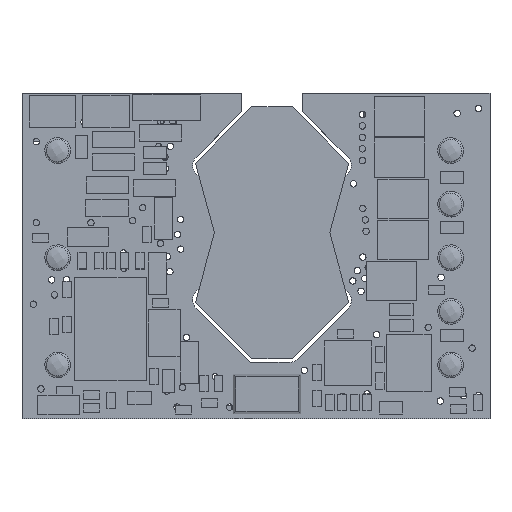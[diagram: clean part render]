
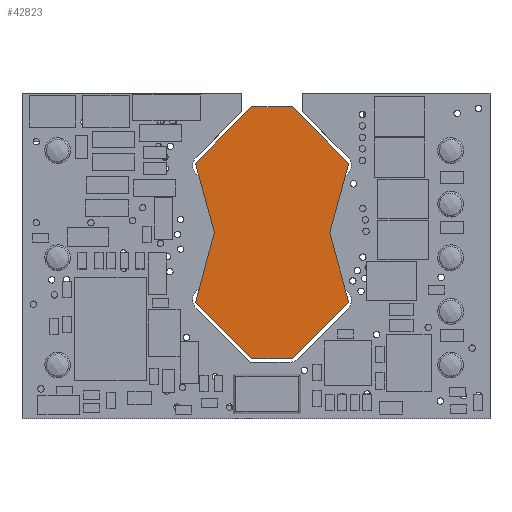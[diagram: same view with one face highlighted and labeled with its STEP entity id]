
A CAD part, top view. The second image highlights one B-rep face of the part: STEP entity #42823.
In plain terms, the highlighted planar face has unit normal (0, 0, 1).
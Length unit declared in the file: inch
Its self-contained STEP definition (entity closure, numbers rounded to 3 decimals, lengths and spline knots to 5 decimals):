
#8745 = FACE_OUTER_BOUND ( 'NONE', #21654, .T. ) ;
#8746 = PLANE ( 'NONE',  #16317 ) ;
#8758 = CARTESIAN_POINT ( 'NONE',  ( 0.44269, 0.16764, 0.19671 ) ) ;
#8759 = DIRECTION ( 'NONE',  ( 0., 0., -1. ) ) ;
#8760 = DIRECTION ( 'NONE',  ( 0., 1., 0. ) ) ;
#14631 = VERTEX_POINT ( 'NONE', #21716 ) ;
#14638 = VERTEX_POINT ( 'NONE', #21720 ) ;
#14639 = VERTEX_POINT ( 'NONE', #21721 ) ;
#16317 = AXIS2_PLACEMENT_3D ( 'NONE', #8758, #8759, #8760 ) ;
#16983 = CARTESIAN_POINT ( 'NONE',  ( 0.91446, 0.32523, 0.19671 ) ) ;
#16984 = LINE ( 'NONE', #16983, #41181 ) ;
#16993 = LINE ( 'NONE', #17003, #41183 ) ;
#16994 = LINE ( 'NONE', #17000, #41175 ) ;
#16998 = LINE ( 'NONE', #17006, #41186 ) ;
#16999 = DIRECTION ( 'NONE',  ( -0.707, -0.707, 0. ) ) ;
#17000 = CARTESIAN_POINT ( 'NONE',  ( 0.86142, 0.52, 0.19671 ) ) ;
#17001 = LINE ( 'NONE', #17009, #41188 ) ;
#17002 = DIRECTION ( 'NONE',  ( 0.263, -0.965, 0. ) ) ;
#17003 = CARTESIAN_POINT ( 'NONE',  ( 0.91446, 0.71477, 0.19671 ) ) ;
#17004 = LINE ( 'NONE', #17012, #41190 ) ;
#17005 = DIRECTION ( 'NONE',  ( -0.263, -0.965, 0. ) ) ;
#17006 = CARTESIAN_POINT ( 'NONE',  ( 0.75687, 0.87236, 0.19671 ) ) ;
#17007 = LINE ( 'NONE', #17015, #41192 ) ;
#17008 = DIRECTION ( 'NONE',  ( 0.707, -0.707, 0. ) ) ;
#17009 = CARTESIAN_POINT ( 'NONE',  ( 0.44269, 0.87236, 0.19671 ) ) ;
#17010 = LINE ( 'NONE', #17018, #41193 ) ;
#17011 = DIRECTION ( 'NONE',  ( 1., 0., 0. ) ) ;
#17012 = CARTESIAN_POINT ( 'NONE',  ( 0.48557, 0.7148, 0.19671 ) ) ;
#17013 = LINE ( 'NONE', #17021, #41195 ) ;
#17014 = DIRECTION ( 'NONE',  ( 0.707, 0.707, 0. ) ) ;
#17015 = CARTESIAN_POINT ( 'NONE',  ( 0.53858, 0.52, 0.19671 ) ) ;
#17016 = LINE ( 'NONE', #17023, #41198 ) ;
#17017 = DIRECTION ( 'NONE',  ( -0.263, 0.965, 0. ) ) ;
#17018 = CARTESIAN_POINT ( 'NONE',  ( 0.48557, 0.3252, 0.19671 ) ) ;
#17020 = DIRECTION ( 'NONE',  ( 0.263, 0.965, 0. ) ) ;
#17021 = CARTESIAN_POINT ( 'NONE',  ( 0.64313, 0.16764, 0.19671 ) ) ;
#17022 = DIRECTION ( 'NONE',  ( -0.707, 0.707, 0. ) ) ;
#17023 = CARTESIAN_POINT ( 'NONE',  ( 0.44269, 0.16764, 0.19671 ) ) ;
#17025 = DIRECTION ( 'NONE',  ( -1., 0., 0. ) ) ;
#21654 = EDGE_LOOP ( 'NONE', ( #37414, #37402, #37406, #37369, #37654, #37470, #37495, #37446, #37445, #37383 ) ) ;
#21716 = CARTESIAN_POINT ( 'NONE',  ( 0.75687, 0.16764, 0.19671 ) ) ;
#21720 = CARTESIAN_POINT ( 'NONE',  ( 0.91446, 0.71477, 0.19671 ) ) ;
#21721 = CARTESIAN_POINT ( 'NONE',  ( 0.86142, 0.52, 0.19671 ) ) ;
#30783 = CARTESIAN_POINT ( 'NONE',  ( 0.64313, 0.16764, 0.19671 ) ) ;
#30838 = CARTESIAN_POINT ( 'NONE',  ( 0.75687, 0.87236, 0.19671 ) ) ;
#30913 = CARTESIAN_POINT ( 'NONE',  ( 0.91446, 0.32523, 0.19671 ) ) ;
#30951 = CARTESIAN_POINT ( 'NONE',  ( 0.48557, 0.3252, 0.19671 ) ) ;
#31013 = CARTESIAN_POINT ( 'NONE',  ( 0.53858, 0.52, 0.19671 ) ) ;
#31049 = CARTESIAN_POINT ( 'NONE',  ( 0.48557, 0.7148, 0.19671 ) ) ;
#31060 = CARTESIAN_POINT ( 'NONE',  ( 0.64313, 0.87236, 0.19671 ) ) ;
#35239 = VERTEX_POINT ( 'NONE', #30783 ) ;
#35276 = VERTEX_POINT ( 'NONE', #30838 ) ;
#35322 = VERTEX_POINT ( 'NONE', #30913 ) ;
#35345 = VERTEX_POINT ( 'NONE', #30951 ) ;
#35386 = VERTEX_POINT ( 'NONE', #31013 ) ;
#35408 = VERTEX_POINT ( 'NONE', #31049 ) ;
#35417 = VERTEX_POINT ( 'NONE', #31060 ) ;
#37369 = ORIENTED_EDGE ( 'NONE', *, *, #42433, .F. ) ;
#37383 = ORIENTED_EDGE ( 'NONE', *, *, #42439, .F. ) ;
#37402 = ORIENTED_EDGE ( 'NONE', *, *, #42431, .F. ) ;
#37406 = ORIENTED_EDGE ( 'NONE', *, *, #42432, .F. ) ;
#37414 = ORIENTED_EDGE ( 'NONE', *, *, #42430, .F. ) ;
#37445 = ORIENTED_EDGE ( 'NONE', *, *, #42438, .F. ) ;
#37446 = ORIENTED_EDGE ( 'NONE', *, *, #42437, .F. ) ;
#37470 = ORIENTED_EDGE ( 'NONE', *, *, #42435, .F. ) ;
#37495 = ORIENTED_EDGE ( 'NONE', *, *, #42436, .F. ) ;
#37654 = ORIENTED_EDGE ( 'NONE', *, *, #42434, .F. ) ;
#41175 = VECTOR ( 'NONE', #17002, 39.37008 ) ;
#41181 = VECTOR ( 'NONE', #16999, 39.37008 ) ;
#41183 = VECTOR ( 'NONE', #17005, 39.37008 ) ;
#41186 = VECTOR ( 'NONE', #17008, 39.37008 ) ;
#41188 = VECTOR ( 'NONE', #17011, 39.37008 ) ;
#41190 = VECTOR ( 'NONE', #17014, 39.37008 ) ;
#41192 = VECTOR ( 'NONE', #17017, 39.37008 ) ;
#41193 = VECTOR ( 'NONE', #17020, 39.37008 ) ;
#41195 = VECTOR ( 'NONE', #17022, 39.37008 ) ;
#41198 = VECTOR ( 'NONE', #17025, 39.37008 ) ;
#42430 = EDGE_CURVE ( 'NONE', #35322, #14631, #16984, .T. ) ;
#42431 = EDGE_CURVE ( 'NONE', #14639, #35322, #16994, .T. ) ;
#42432 = EDGE_CURVE ( 'NONE', #14638, #14639, #16993, .T. ) ;
#42433 = EDGE_CURVE ( 'NONE', #35276, #14638, #16998, .T. ) ;
#42434 = EDGE_CURVE ( 'NONE', #35417, #35276, #17001, .T. ) ;
#42435 = EDGE_CURVE ( 'NONE', #35408, #35417, #17004, .T. ) ;
#42436 = EDGE_CURVE ( 'NONE', #35386, #35408, #17007, .T. ) ;
#42437 = EDGE_CURVE ( 'NONE', #35345, #35386, #17010, .T. ) ;
#42438 = EDGE_CURVE ( 'NONE', #35239, #35345, #17013, .T. ) ;
#42439 = EDGE_CURVE ( 'NONE', #14631, #35239, #17016, .T. ) ;
#42823 = ADVANCED_FACE ( 'NONE', ( #8745 ), #8746, .F. ) ;
